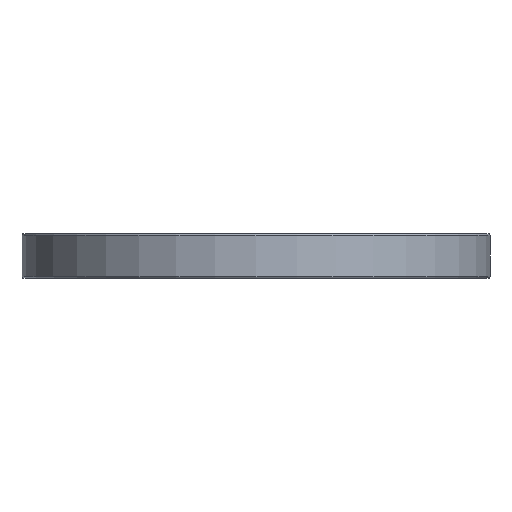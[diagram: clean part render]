
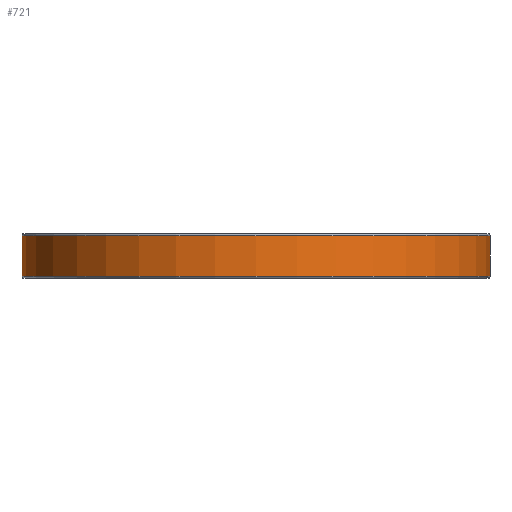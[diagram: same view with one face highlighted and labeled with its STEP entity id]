
A CAD part, front view. The second image highlights one B-rep face of the part: STEP entity #721.
In plain terms, the highlighted cylindrical face has radius 126 mm (diameter 252 mm), a partial arc.
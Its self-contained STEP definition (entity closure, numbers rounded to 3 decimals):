
#4 = VERTEX_POINT ( 'NONE', #1380 ) ;
#103 = AXIS2_PLACEMENT_3D ( 'NONE', #1363, #490, #801 ) ;
#209 = EDGE_CURVE ( 'NONE', #4, #1677, #574, .T. ) ;
#216 = EDGE_CURVE ( 'NONE', #1714, #1276, #1011, .T. ) ;
#256 = CIRCLE ( 'NONE', #103, 126. ) ;
#268 = ORIENTED_EDGE ( 'NONE', *, *, #1054, .T. ) ;
#353 = EDGE_LOOP ( 'NONE', ( #969, #682, #1752, #268 ) ) ;
#388 = CYLINDRICAL_SURFACE ( 'NONE', #1440, 126. ) ;
#423 = CARTESIAN_POINT ( 'NONE',  ( -126., 0., 24. ) ) ;
#431 = DIRECTION ( 'NONE',  ( 0., 0., -1. ) ) ;
#449 = VECTOR ( 'NONE', #431, 1000. ) ;
#490 = DIRECTION ( 'NONE',  ( 0., 0., -1. ) ) ;
#574 = LINE ( 'NONE', #423, #715 ) ;
#649 = CARTESIAN_POINT ( 'NONE',  ( 0., 0., 1. ) ) ;
#682 = ORIENTED_EDGE ( 'NONE', *, *, #1087, .T. ) ;
#701 = DIRECTION ( 'NONE',  ( 0., 0., -1. ) ) ;
#715 = VECTOR ( 'NONE', #1150, 1000. ) ;
#721 = ADVANCED_FACE ( 'NONE', ( #846 ), #388, .T. ) ;
#729 = CARTESIAN_POINT ( 'NONE',  ( 126., 0., 1. ) ) ;
#801 = DIRECTION ( 'NONE',  ( 1., 0., 0. ) ) ;
#846 = FACE_OUTER_BOUND ( 'NONE', #353, .T. ) ;
#943 = DIRECTION ( 'NONE',  ( 0., 0., 1. ) ) ;
#969 = ORIENTED_EDGE ( 'NONE', *, *, #216, .F. ) ;
#1011 = LINE ( 'NONE', #1722, #449 ) ;
#1054 = EDGE_CURVE ( 'NONE', #1677, #1276, #1470, .T. ) ;
#1087 = EDGE_CURVE ( 'NONE', #1714, #4, #256, .T. ) ;
#1150 = DIRECTION ( 'NONE',  ( 0., 0., -1. ) ) ;
#1165 = AXIS2_PLACEMENT_3D ( 'NONE', #649, #943, #1631 ) ;
#1267 = CARTESIAN_POINT ( 'NONE',  ( 0., 0., 24. ) ) ;
#1276 = VERTEX_POINT ( 'NONE', #729 ) ;
#1363 = CARTESIAN_POINT ( 'NONE',  ( 0., 0., 23. ) ) ;
#1380 = CARTESIAN_POINT ( 'NONE',  ( -126., 0., 23. ) ) ;
#1440 = AXIS2_PLACEMENT_3D ( 'NONE', #1267, #701, #1816 ) ;
#1469 = CARTESIAN_POINT ( 'NONE',  ( -126., 0., 1. ) ) ;
#1470 = CIRCLE ( 'NONE', #1165, 126. ) ;
#1631 = DIRECTION ( 'NONE',  ( 1., 0., 0. ) ) ;
#1677 = VERTEX_POINT ( 'NONE', #1469 ) ;
#1714 = VERTEX_POINT ( 'NONE', #1795 ) ;
#1722 = CARTESIAN_POINT ( 'NONE',  ( 126., 0., 24. ) ) ;
#1752 = ORIENTED_EDGE ( 'NONE', *, *, #209, .T. ) ;
#1795 = CARTESIAN_POINT ( 'NONE',  ( 126., 0., 23. ) ) ;
#1816 = DIRECTION ( 'NONE',  ( -1., 0., 0. ) ) ;
